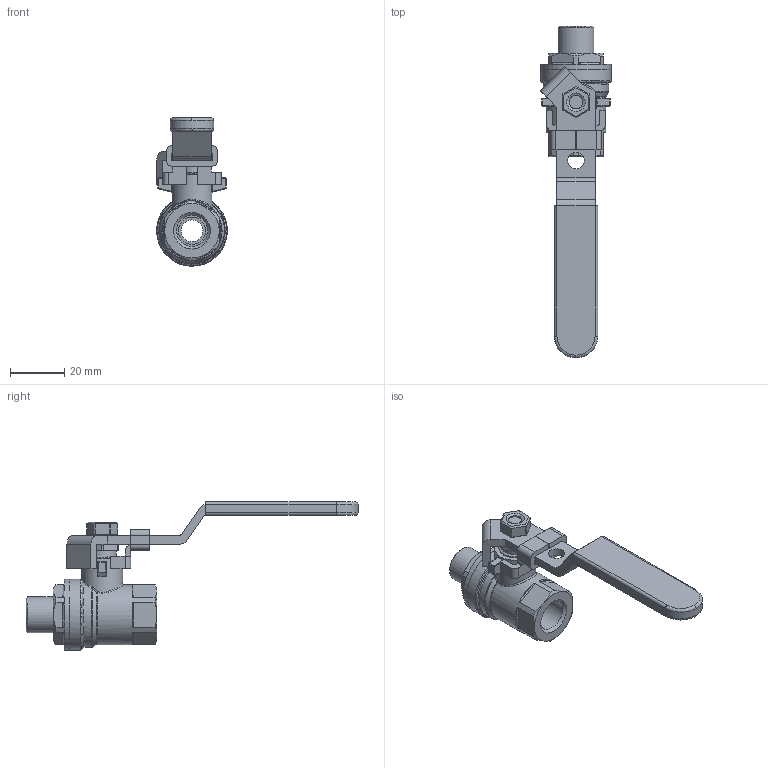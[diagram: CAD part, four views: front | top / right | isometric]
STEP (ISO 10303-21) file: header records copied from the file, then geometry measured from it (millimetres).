
FILE_DESCRIPTION(/* description */ ('Unknown','CAx-IF Rec.Pracs.---Representation and Presentation of Product Manufacturing Information (PMI)---4.0---2014-10-13','CAx-IF Rec.Pracs.---3D Tessellated Geometry---0.4---2014-09-14','2;1'),/* implementation_level */ '2;1');
FILE_NAME(/* name */ '9361-02',/* time_stamp */ '2024-02-19T11:01:10+01:00',/* author */ ('Unknown'),/* organization */ ('Unknown'),/* preprocessor_version */ 'ST-DEVELOPER v18.102',/* originating_system */ 'Solid Edge',/* authorisation */ 'Unknown');
FILE_SCHEMA (('FEATURE_BASED_PROCESS_PLANNING','AP242_MANAGED_MODEL_BASED_3D_ENGINEERING_MIM_LF { 1 0 10303 442 1 1 4 }'));
Length unit declared in the file: millimetre
Products named in the file (16): 8.9361.010; Edelstahlgriff-1_4-3_4; Stahlgriff-n; Stahlgriff-u; schloss; Spindel-Zusammanbau-1_4; Spindeldichtung__1_4 - 3_8; Stopfbuchse__1_4 - 3_8; Spindel__1_4 - 3_8; 8.9361.010-Einschraubteil; Körper__1_4; DIN934-M6.1.1
Assembly tree (15 placements, depth 4):
  8.9361.010
    Edelstahlgriff-1_4-3_4
      Stahlgriff-n
        Stahlgriff-n
      Stahlgriff-u
        Stahlgriff-u
      schloss
        schloss
    8.9361.010
      Spindel-Zusammanbau-1_4
        Spindeldichtung__1_4 - 3_8
        Stopfbuchse__1_4 - 3_8
        Spindel__1_4 - 3_8
      8.9361.010-Einschraubteil
      Körper__1_4
    DIN934-M6.1.1
Bounding box: 26 x 122 x 54.5 mm (x, y, z)
Volume: 20921.2 mm3; surface area: 19784.7 mm2
Topology: 9 solids, 9 shells, 329 faces, 808 edges, 507 vertices
Faces by surface type: plane 154, cylinder 102, cone 34, bspline 22, sphere 11, torus 6
Full cylindrical faces by diameter (mm): 5 x1, 6 x1, 8 x3, 8.1 x1, 8.3 x1, 10 x3, 10.5 x2, 10.647 x2, 10.7 x1, 11.445 x2, 12 x1, 13.157 x1, 15 x1, 16 x2, 18.917 x1, 20 x1, 22 x1, 23.2 x1, 26 x2
Entity records: 11523 total; most frequent: CARTESIAN_POINT 2352, DIRECTION 1546, ORIENTED_EDGE 1484, EDGE_CURVE 742, AXIS2_PLACEMENT_3D 584, VERTEX_POINT 486, EDGE_LOOP 400, FACE_BOUND 400
